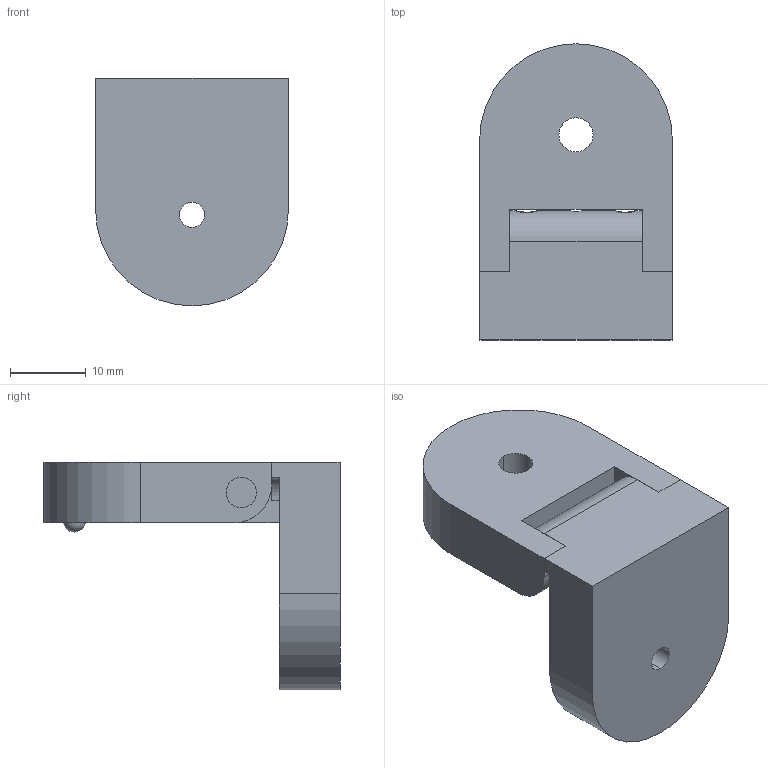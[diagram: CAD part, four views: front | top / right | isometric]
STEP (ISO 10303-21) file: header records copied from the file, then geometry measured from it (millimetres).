
FILE_DESCRIPTION (( 'STEP AP214' ), '1' );
FILE_NAME ('04FOM-2M.STEP', '2018-11-08T06:45:29', ( '' ), ( '' ), 'SwSTEP 2.0', 'SolidWorks 2016', '' );
FILE_SCHEMA (( 'AUTOMOTIVE_DESIGN' ));
Length unit declared in the file: millimetre
Products named in the file (1): 04FOM-2M
Bounding box: 25.4 x 39 x 30 mm (x, y, z)
Surface area: 4798.9 mm2 (no closed solid volume)
Topology: 0 solids, 5 shells, 52 faces, 163 edges, 115 vertices
Faces by surface type: plane 22, cylinder 20, sphere 10
Entity records: 2653 total; most frequent: CARTESIAN_POINT 581, DIRECTION 318, ORIENTED_EDGE 286, EDGE_CURVE 158, AXIS2_PLACEMENT_3D 121, VERTEX_POINT 112, LINE 76, VECTOR 76
